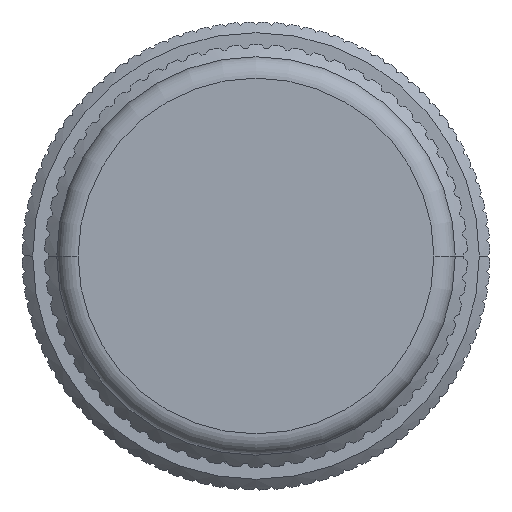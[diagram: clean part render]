
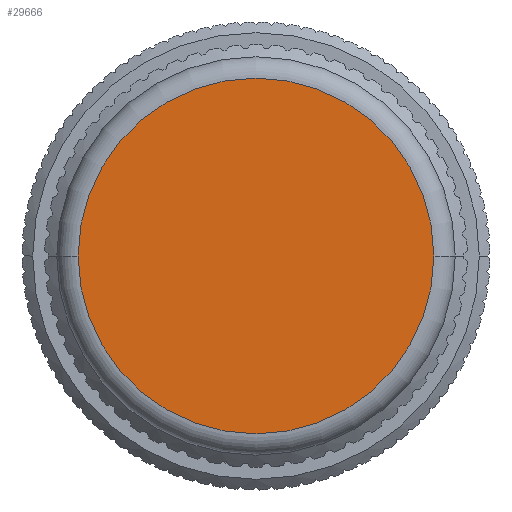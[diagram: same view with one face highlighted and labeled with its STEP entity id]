
A CAD part, left-side view. The second image highlights one B-rep face of the part: STEP entity #29666.
In plain terms, the highlighted planar face has unit normal (-1, 0, 0).
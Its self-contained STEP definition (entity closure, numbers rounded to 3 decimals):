
#5666 = DIRECTION ( 'NONE',  ( 1., 0., 0. ) ) ;
#5790 = FACE_OUTER_BOUND ( 'NONE', #40867, .T. ) ;
#8031 = DIRECTION ( 'NONE',  ( 0., -1., 0. ) ) ;
#8193 = ORIENTED_EDGE ( 'NONE', *, *, #33489, .T. ) ;
#12691 = VERTEX_POINT ( 'NONE', #24546 ) ;
#13996 = CIRCLE ( 'NONE', #49264, 13.3 ) ;
#14603 = DIRECTION ( 'NONE',  ( 0., -1., 0. ) ) ;
#16829 = CARTESIAN_POINT ( 'NONE',  ( -21.37, 13.3, 0. ) ) ;
#17885 = AXIS2_PLACEMENT_3D ( 'NONE', #31572, #5666, #8031 ) ;
#18105 = EDGE_CURVE ( 'NONE', #12691, #37724, #41559, .T. ) ;
#23138 = AXIS2_PLACEMENT_3D ( 'NONE', #31530, #43297, #27125 ) ;
#24546 = CARTESIAN_POINT ( 'NONE',  ( -21.37, -13.3, 0. ) ) ;
#24802 = PLANE ( 'NONE',  #17885 ) ;
#25869 = DIRECTION ( 'NONE',  ( -1., 0., 0. ) ) ;
#27066 = ORIENTED_EDGE ( 'NONE', *, *, #18105, .T. ) ;
#27125 = DIRECTION ( 'NONE',  ( 0., -1., 0. ) ) ;
#29666 = ADVANCED_FACE ( 'NONE', ( #5790 ), #24802, .F. ) ;
#31530 = CARTESIAN_POINT ( 'NONE',  ( -21.37, 0., 0. ) ) ;
#31572 = CARTESIAN_POINT ( 'NONE',  ( -21.37, 0., 0. ) ) ;
#33489 = EDGE_CURVE ( 'NONE', #37724, #12691, #13996, .T. ) ;
#33820 = CARTESIAN_POINT ( 'NONE',  ( -21.37, 0., 0. ) ) ;
#37724 = VERTEX_POINT ( 'NONE', #16829 ) ;
#40867 = EDGE_LOOP ( 'NONE', ( #27066, #8193 ) ) ;
#41559 = CIRCLE ( 'NONE', #23138, 13.3 ) ;
#43297 = DIRECTION ( 'NONE',  ( -1., 0., 0. ) ) ;
#49264 = AXIS2_PLACEMENT_3D ( 'NONE', #33820, #25869, #14603 ) ;
